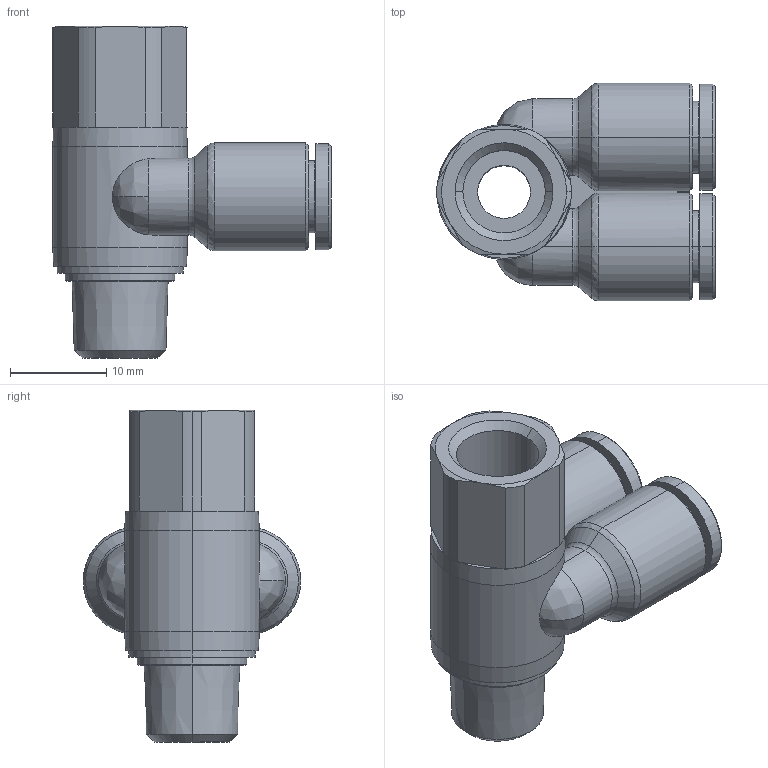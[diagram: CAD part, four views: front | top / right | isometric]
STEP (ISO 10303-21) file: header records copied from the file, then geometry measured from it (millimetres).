
FILE_DESCRIPTION (( 'STEP AP214' ), '1' );
FILE_NAME ('PAF06-01.STEP', '2015-11-03T10:50:21', ( '' ), ( '' ), 'SwSTEP 2.0', 'SolidWorks 2015', '' );
FILE_SCHEMA (( 'AUTOMOTIVE_DESIGN' ));
Length unit declared in the file: millimetre
Products named in the file (2): ｦ+ﾃｦ1; PAF06-01
Assembly tree (1 placements, depth 2):
  PAF06-01
    ｦ+ﾃｦ1
Bounding box: 28.95 x 22.6 x 34.5 mm (x, y, z)
Volume: 5476 mm3; surface area: 4359.9 mm2
Topology: 1 solids, 1 shells, 530 faces, 1436 edges, 938 vertices
Faces by surface type: plane 363, bspline 61, cylinder 57, cone 43, torus 6
Entity records: 18492 total; most frequent: CARTESIAN_POINT 4438, ORIENTED_EDGE 2872, DIRECTION 2419, EDGE_CURVE 1436, LINE 1081, VECTOR 1081, VERTEX_POINT 938, AXIS2_PLACEMENT_3D 669
